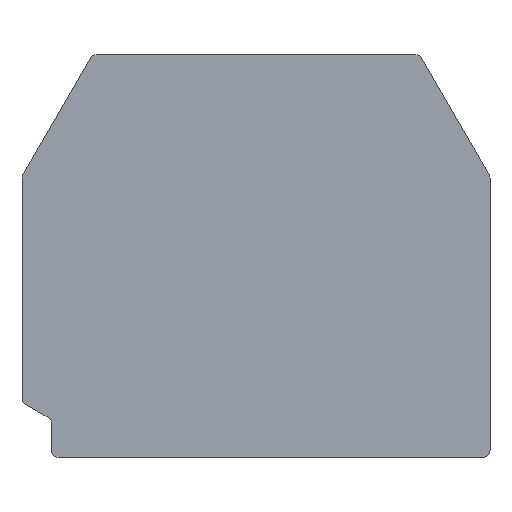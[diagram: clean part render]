
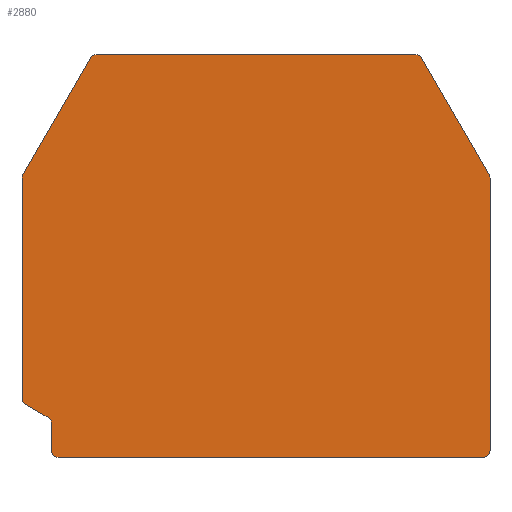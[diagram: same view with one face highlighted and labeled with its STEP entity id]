
A CAD part, top view. The second image highlights one B-rep face of the part: STEP entity #2880.
In plain terms, the highlighted planar face has unit normal (0, 0, 1).
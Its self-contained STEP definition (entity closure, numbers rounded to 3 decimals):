
#1450=CARTESIAN_POINT('',(15.22,8.031,
4.97));
#1460=DIRECTION('',(0.,0.,1.));
#1470=DIRECTION('',(1.,0.,0.));
#1480=AXIS2_PLACEMENT_3D('',#1450,#1460,#1470);
#1490=PLANE('',#1480);
#1500=CARTESIAN_POINT('',(17.,15.173,4.97));
#1510=DIRECTION('',(0.,0.,1.));
#1520=DIRECTION('',(1.,0.,0.));
#1530=AXIS2_PLACEMENT_3D('',#1500,#1510,#1520);
#1540=CIRCLE('',#1530,0.5);
#1550=CARTESIAN_POINT('',(17.5,15.173,4.97));
#1560=VERTEX_POINT('',#1550);
#1570=CARTESIAN_POINT('',(17.433,15.423,
4.97));
#1580=VERTEX_POINT('',#1570);
#1590=EDGE_CURVE('',#1560,#1580,#1540,.T.);
#1600=ORIENTED_EDGE('',*,*,#1590,.T.);
#1610=CARTESIAN_POINT('',(17.5,8.031,4.97));
#1620=DIRECTION('',(0.,1.,0.));
#1630=VECTOR('',#1620,1.);
#1640=LINE('',#1610,#1630);
#1650=CARTESIAN_POINT('',(17.5,-5.2,4.97));
#1660=VERTEX_POINT('',#1650);
#1670=EDGE_CURVE('',#1660,#1560,#1640,.T.);
#1680=ORIENTED_EDGE('',*,*,#1670,.T.);
#1690=CARTESIAN_POINT('',(17.,-5.2,4.97));
#1700=DIRECTION('',(0.,0.,1.));
#1710=DIRECTION('',(1.,0.,0.));
#1720=AXIS2_PLACEMENT_3D('',#1690,#1700,#1710);
#1730=CIRCLE('',#1720,0.5);
#1740=CARTESIAN_POINT('',(17.,-5.7,4.97));
#1750=VERTEX_POINT('',#1740);
#1760=EDGE_CURVE('',#1750,#1660,#1730,.T.);
#1770=ORIENTED_EDGE('',*,*,#1760,.T.);
#1780=CARTESIAN_POINT('',(15.22,-5.7,
4.97));
#1790=DIRECTION('',(1.,0.,0.));
#1800=VECTOR('',#1790,1.);
#1810=LINE('',#1780,#1800);
#1820=CARTESIAN_POINT('',(-14.8,-5.7,4.97));
#1830=VERTEX_POINT('',#1820);
#1840=EDGE_CURVE('',#1830,#1750,#1810,.T.);
#1850=ORIENTED_EDGE('',*,*,#1840,.T.);
#1860=CARTESIAN_POINT('',(-14.8,-5.2,4.97));
#1870=DIRECTION('',(0.,0.,1.));
#1880=DIRECTION('',(1.,0.,0.));
#1890=AXIS2_PLACEMENT_3D('',#1860,#1870,#1880);
#1900=CIRCLE('',#1890,0.5);
#1910=CARTESIAN_POINT('',(-15.3,-5.2,4.97));
#1920=VERTEX_POINT('',#1910);
#1930=EDGE_CURVE('',#1920,#1830,#1900,.T.);
#1940=ORIENTED_EDGE('',*,*,#1930,.T.);
#1950=CARTESIAN_POINT('',(-15.3,8.031,4.97));
#1960=DIRECTION('',(0.,-1.,0.));
#1970=VECTOR('',#1960,1.);
#1980=LINE('',#1950,#1970);
#1990=CARTESIAN_POINT('',(-15.3,-3.159,4.97));
#2000=VERTEX_POINT('',#1990);
#2010=EDGE_CURVE('',#2000,#1920,#1980,.T.);
#2020=ORIENTED_EDGE('',*,*,#2010,.T.);
#2030=CARTESIAN_POINT('',(-15.8,-3.159,4.97));
#2040=DIRECTION('',(0.,0.,1.));
#2050=DIRECTION('',(1.,0.,0.));
#2060=AXIS2_PLACEMENT_3D('',#2030,#2040,#2050);
#2070=CIRCLE('',#2060,0.5);
#2080=CARTESIAN_POINT('',(-15.55,-2.726,4.97));
#2090=VERTEX_POINT('',#2080);
#2100=EDGE_CURVE('',#2000,#2090,#2070,.T.);
#2110=ORIENTED_EDGE('',*,*,#2100,.F.);
#2120=CARTESIAN_POINT('',(15.22,-20.491,
4.97));
#2130=DIRECTION('',(0.866,-0.5,0.));
#2140=VECTOR('',#2130,1.);
#2150=LINE('',#2120,#2140);
#2160=CARTESIAN_POINT('',(-17.25,-1.744,4.97));
#2170=VERTEX_POINT('',#2160);
#2180=EDGE_CURVE('',#2170,#2090,#2150,.T.);
#2190=ORIENTED_EDGE('',*,*,#2180,.T.);
#2200=CARTESIAN_POINT('',(-17.,-1.311,4.97));
#2210=DIRECTION('',(0.,0.,1.));
#2220=DIRECTION('',(1.,0.,0.));
#2230=AXIS2_PLACEMENT_3D('',#2200,#2210,#2220);
#2240=CIRCLE('',#2230,0.5);
#2250=CARTESIAN_POINT('',(-17.5,-1.311,4.97));
#2260=VERTEX_POINT('',#2250);
#2270=EDGE_CURVE('',#2260,#2170,#2240,.T.);
#2280=ORIENTED_EDGE('',*,*,#2270,.T.);
#2290=CARTESIAN_POINT('',(-17.5,8.031,4.97));
#2300=DIRECTION('',(0.,-1.,0.));
#2310=VECTOR('',#2300,1.);
#2320=LINE('',#2290,#2310);
#2330=CARTESIAN_POINT('',(-17.5,15.173,4.97));
#2340=VERTEX_POINT('',#2330);
#2350=EDGE_CURVE('',#2340,#2260,#2320,.T.);
#2360=ORIENTED_EDGE('',*,*,#2350,.T.);
#2370=CARTESIAN_POINT('',(-17.,15.173,4.97));
#2380=DIRECTION('',(0.,0.,1.));
#2390=DIRECTION('',(1.,0.,0.));
#2400=AXIS2_PLACEMENT_3D('',#2370,#2380,#2390);
#2410=CIRCLE('',#2400,0.5);
#2420=CARTESIAN_POINT('',(-17.433,15.423,
4.97));
#2430=VERTEX_POINT('',#2420);
#2440=EDGE_CURVE('',#2430,#2340,#2410,.T.);
#2450=ORIENTED_EDGE('',*,*,#2440,.T.);
#2460=CARTESIAN_POINT('',(-21.701,8.031,
4.97));
#2470=DIRECTION('',(-0.5,-0.866,0.));
#2480=VECTOR('',#2470,1.);
#2490=LINE('',#2460,#2480);
#2500=CARTESIAN_POINT('',(-12.394,24.15,
4.97));
#2510=VERTEX_POINT('',#2500);
#2520=EDGE_CURVE('',#2510,#2430,#2490,.T.);
#2530=ORIENTED_EDGE('',*,*,#2520,.T.);
#2540=CARTESIAN_POINT('',(-11.961,23.9,
4.97));
#2550=DIRECTION('',(0.,0.,1.));
#2560=DIRECTION('',(1.,0.,0.));
#2570=AXIS2_PLACEMENT_3D('',#2540,#2550,#2560);
#2580=CIRCLE('',#2570,0.5);
#2590=CARTESIAN_POINT('',(-11.961,24.4,
4.97));
#2600=VERTEX_POINT('',#2590);
#2610=EDGE_CURVE('',#2600,#2510,#2580,.T.);
#2620=ORIENTED_EDGE('',*,*,#2610,.T.);
#2630=CARTESIAN_POINT('',(15.22,24.4,
4.97));
#2640=DIRECTION('',(-1.,0.,0.));
#2650=VECTOR('',#2640,1.);
#2660=LINE('',#2630,#2650);
#2670=CARTESIAN_POINT('',(11.961,24.4,
4.97));
#2680=VERTEX_POINT('',#2670);
#2690=EDGE_CURVE('',#2680,#2600,#2660,.T.);
#2700=ORIENTED_EDGE('',*,*,#2690,.T.);
#2710=CARTESIAN_POINT('',(11.961,23.9,
4.97));
#2720=DIRECTION('',(0.,0.,1.));
#2730=DIRECTION('',(1.,0.,0.));
#2740=AXIS2_PLACEMENT_3D('',#2710,#2720,#2730);
#2750=CIRCLE('',#2740,0.5);
#2760=CARTESIAN_POINT('',(12.394,24.15,
4.97));
#2770=VERTEX_POINT('',#2760);
#2780=EDGE_CURVE('',#2770,#2680,#2750,.T.);
#2790=ORIENTED_EDGE('',*,*,#2780,.T.);
#2800=CARTESIAN_POINT('',(21.701,8.031,
4.97));
#2810=DIRECTION('',(-0.5,0.866,0.));
#2820=VECTOR('',#2810,1.);
#2830=LINE('',#2800,#2820);
#2840=EDGE_CURVE('',#1580,#2770,#2830,.T.);
#2850=ORIENTED_EDGE('',*,*,#2840,.T.);
#2860=EDGE_LOOP('',(#2850,#2790,#2700,#2620,#2530,#2450,#2360,#2280,
#2190,#2110,#2020,#1940,#1850,#1770,#1680,#1600));
#2870=FACE_OUTER_BOUND('',#2860,.T.);
#2880=ADVANCED_FACE('',(#2870),#1490,.T.);
